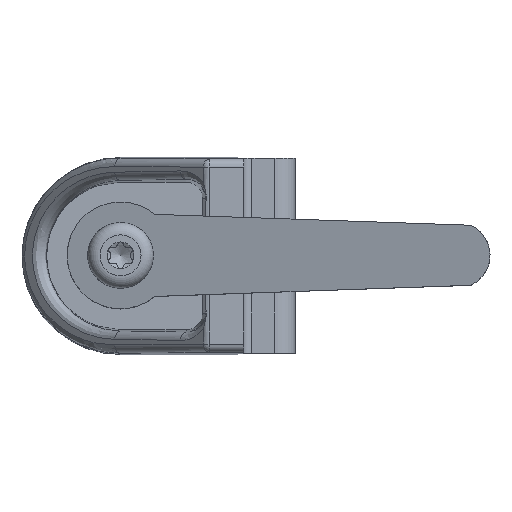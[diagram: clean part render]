
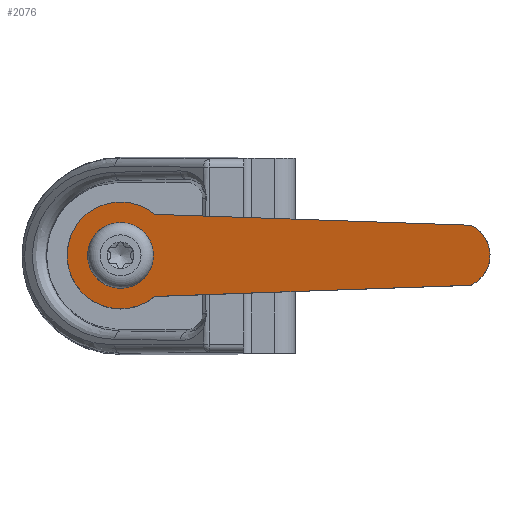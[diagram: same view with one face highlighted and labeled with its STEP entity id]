
A CAD part, top view. The second image highlights one B-rep face of the part: STEP entity #2076.
In plain terms, the highlighted face is planar.
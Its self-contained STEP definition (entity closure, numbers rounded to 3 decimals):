
#30=ELLIPSE('',#2347,4.142,4.001);
#31=ELLIPSE('',#2348,6.729,6.5);
#32=ELLIPSE('',#2349,6.729,6.5);
#33=ELLIPSE('',#2350,4.141,4.);
#101=B_SPLINE_CURVE_WITH_KNOTS('',3,(#5038,#5039,#5040,#5041,#5042,#5043,
#5044),.UNSPECIFIED.,.F.,.F.,(4,3,4),(2.355,2.417,
2.479),.UNSPECIFIED.);
#141=FACE_BOUND('',#468,.T.);
#350=FACE_OUTER_BOUND('',#467,.T.);
#467=EDGE_LOOP('',(#1613,#1614,#1615,#1616,#1617));
#468=EDGE_LOOP('',(#1618,#1619));
#613=LINE('',#5030,#748);
#614=LINE('',#5035,#749);
#748=VECTOR('',#2745,1000.);
#749=VECTOR('',#2750,1000.);
#909=VERTEX_POINT('',#5026);
#910=VERTEX_POINT('',#5027);
#911=VERTEX_POINT('',#5029);
#912=VERTEX_POINT('',#5031);
#913=VERTEX_POINT('',#5033);
#914=VERTEX_POINT('',#5036);
#915=VERTEX_POINT('',#5037);
#1166=EDGE_CURVE('',#909,#910,#30,.T.);
#1167=EDGE_CURVE('',#910,#911,#613,.T.);
#1168=EDGE_CURVE('',#911,#912,#31,.T.);
#1169=EDGE_CURVE('',#912,#913,#32,.T.);
#1170=EDGE_CURVE('',#913,#909,#614,.T.);
#1171=EDGE_CURVE('',#914,#915,#101,.T.);
#1172=EDGE_CURVE('',#914,#915,#33,.F.);
#1613=ORIENTED_EDGE('',*,*,#1166,.T.);
#1614=ORIENTED_EDGE('',*,*,#1167,.T.);
#1615=ORIENTED_EDGE('',*,*,#1168,.T.);
#1616=ORIENTED_EDGE('',*,*,#1169,.T.);
#1617=ORIENTED_EDGE('',*,*,#1170,.T.);
#1618=ORIENTED_EDGE('',*,*,#1171,.F.);
#1619=ORIENTED_EDGE('',*,*,#1172,.T.);
#1948=PLANE('',#2346);
#2076=ADVANCED_FACE('',(#350,#141),#1948,.T.);
#2346=AXIS2_PLACEMENT_3D('',#5025,#2741,#2742);
#2347=AXIS2_PLACEMENT_3D('',#5028,#2743,#2744);
#2348=AXIS2_PLACEMENT_3D('',#5032,#2746,#2747);
#2349=AXIS2_PLACEMENT_3D('',#5034,#2748,#2749);
#2350=AXIS2_PLACEMENT_3D('',#5045,#2751,#2752);
#2741=DIRECTION('center_axis',(-0.259,0.966,0.));
#2742=DIRECTION('ref_axis',(-0.966,-0.259,0.));
#2743=DIRECTION('center_axis',(-0.259,0.966,0.));
#2744=DIRECTION('ref_axis',(-0.966,-0.259,0.));
#2745=DIRECTION('',(-0.965,-0.259,-0.034));
#2746=DIRECTION('center_axis',(-0.259,0.966,0.));
#2747=DIRECTION('ref_axis',(-0.966,-0.259,0.));
#2748=DIRECTION('center_axis',(-0.259,0.966,0.));
#2749=DIRECTION('ref_axis',(-0.966,-0.259,0.));
#2750=DIRECTION('',(0.965,0.259,-0.034));
#2751=DIRECTION('center_axis',(-0.259,0.966,0.));
#2752=DIRECTION('ref_axis',(-0.966,-0.259,0.));
#5025=CARTESIAN_POINT('Origin',(-8.5,19.665,7.5));
#5026=CARTESIAN_POINT('',(42.624,33.364,3.657));
#5027=CARTESIAN_POINT('',(42.624,33.364,-3.657));
#5028=CARTESIAN_POINT('Origin',(41.,32.928,0.));
#5029=CARTESIAN_POINT('',(4.153,23.055,-5.));
#5030=CARTESIAN_POINT('',(43.657,33.64,-3.621));
#5031=CARTESIAN_POINT('',(0.,21.943,6.5));
#5032=CARTESIAN_POINT('Origin',(0.,21.943,0.));
#5033=CARTESIAN_POINT('',(4.153,23.055,5.));
#5034=CARTESIAN_POINT('Origin',(0.,21.943,0.));
#5035=CARTESIAN_POINT('',(7.76,24.022,4.874));
#5036=CARTESIAN_POINT('',(3.946,23.,0.652));
#5037=CARTESIAN_POINT('',(3.946,23.,-0.652));
#5038=CARTESIAN_POINT('Ctrl Pts',(3.946,23.,0.652));
#5039=CARTESIAN_POINT('Ctrl Pts',(3.983,23.01,0.43));
#5040=CARTESIAN_POINT('Ctrl Pts',(4.,23.014,0.207));
#5041=CARTESIAN_POINT('Ctrl Pts',(4.,23.014,0.));
#5042=CARTESIAN_POINT('Ctrl Pts',(4.,23.014,-0.207));
#5043=CARTESIAN_POINT('Ctrl Pts',(3.983,23.01,-0.43));
#5044=CARTESIAN_POINT('Ctrl Pts',(3.946,23.,-0.652));
#5045=CARTESIAN_POINT('Origin',(0.,21.943,0.));
